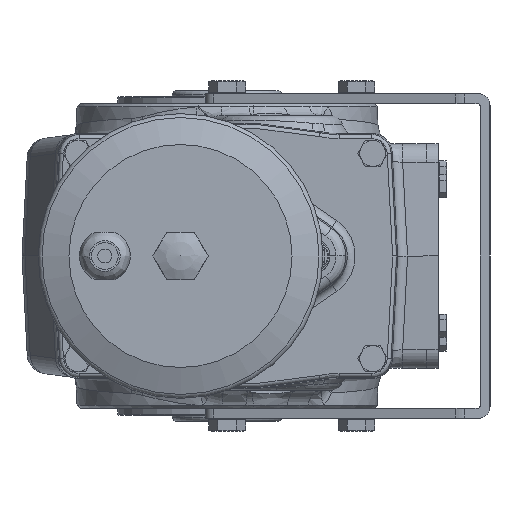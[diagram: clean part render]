
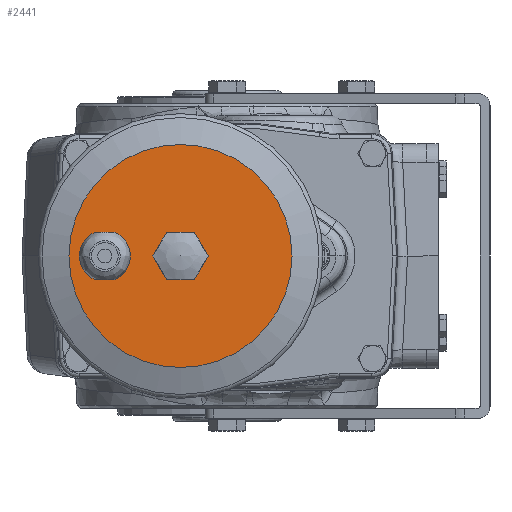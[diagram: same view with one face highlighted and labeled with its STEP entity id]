
A CAD part, left-side view. The second image highlights one B-rep face of the part: STEP entity #2441.
In plain terms, the highlighted planar face has unit normal (-1, 0, 0).
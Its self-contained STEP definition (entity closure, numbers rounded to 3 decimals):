
#2441 = ADVANCED_FACE( '', ( #5527, #5528, #5529 ), #5530, .T. );
#5527 = FACE_BOUND( '', #17235, .T. );
#5528 = FACE_OUTER_BOUND( '', #17236, .T. );
#5529 = FACE_BOUND( '', #17237, .T. );
#5530 = PLANE( '', #17238 );
#17235 = EDGE_LOOP( '', ( #26481, #26482, #26483, #26484 ) );
#17236 = EDGE_LOOP( '', ( #26485 ) );
#17237 = EDGE_LOOP( '', ( #26486, #26487, #26488, #26489, #26490, #26491 ) );
#17238 = AXIS2_PLACEMENT_3D( '', #26492, #26493, #26494 );
#26481 = ORIENTED_EDGE( '', *, *, #29925, .F. );
#26482 = ORIENTED_EDGE( '', *, *, #32109, .F. );
#26483 = ORIENTED_EDGE( '', *, *, #29641, .F. );
#26484 = ORIENTED_EDGE( '', *, *, #31452, .T. );
#26485 = ORIENTED_EDGE( '', *, *, #30005, .T. );
#26486 = ORIENTED_EDGE( '', *, *, #30515, .T. );
#26487 = ORIENTED_EDGE( '', *, *, #31128, .T. );
#26488 = ORIENTED_EDGE( '', *, *, #32032, .T. );
#26489 = ORIENTED_EDGE( '', *, *, #31313, .T. );
#26490 = ORIENTED_EDGE( '', *, *, #32110, .T. );
#26491 = ORIENTED_EDGE( '', *, *, #30002, .T. );
#26492 = CARTESIAN_POINT( '', ( -601.9, 79.4, 0. ) );
#26493 = DIRECTION( '', ( -1., 0., 0. ) );
#26494 = DIRECTION( '', ( 0., 1., 0. ) );
#29641 = EDGE_CURVE( '', #32897, #32900, #32901, .T. );
#29925 = EDGE_CURVE( '', #33388, #33389, #33390, .T. );
#30002 = EDGE_CURVE( '', #33518, #33522, #33524, .T. );
#30005 = EDGE_CURVE( '', #33528, #33528, #33529, .T. );
#30515 = EDGE_CURVE( '', #33522, #34376, #34378, .T. );
#31128 = EDGE_CURVE( '', #34376, #35324, #35326, .T. );
#31313 = EDGE_CURVE( '', #35575, #35577, #35579, .T. );
#31452 = EDGE_CURVE( '', #32897, #33389, #35769, .T. );
#32032 = EDGE_CURVE( '', #35324, #35575, #36551, .T. );
#32109 = EDGE_CURVE( '', #32900, #33388, #36641, .T. );
#32110 = EDGE_CURVE( '', #35577, #33518, #36642, .T. );
#32897 = VERTEX_POINT( '', #37627 );
#32900 = VERTEX_POINT( '', #37631 );
#32901 = CIRCLE( '', #37632, 12.8 );
#33388 = VERTEX_POINT( '', #38682 );
#33389 = VERTEX_POINT( '', #38683 );
#33390 = CIRCLE( '', #38684, 12.8 );
#33518 = VERTEX_POINT( '', #39001 );
#33522 = VERTEX_POINT( '', #39006 );
#33524 = LINE( '', #39009, #39010 );
#33528 = VERTEX_POINT( '', #39014 );
#33529 = CIRCLE( '', #39015, 56. );
#34376 = VERTEX_POINT( '', #40757 );
#34378 = LINE( '', #40760, #40761 );
#35324 = VERTEX_POINT( '', #42524 );
#35326 = LINE( '', #42527, #42528 );
#35575 = VERTEX_POINT( '', #43111 );
#35577 = VERTEX_POINT( '', #43114 );
#35579 = LINE( '', #43117, #43118 );
#35769 = LINE( '', #43411, #43412 );
#36551 = LINE( '', #45113, #45114 );
#36641 = LINE( '', #45254, #45255 );
#36642 = LINE( '', #45256, #45257 );
#37627 = CARTESIAN_POINT( '', ( -601.9, 65.854, 12. ) );
#37631 = CARTESIAN_POINT( '', ( -601.9, 65.854, -12. ) );
#37632 = AXIS2_PLACEMENT_3D( '', #47008, #47009, #47010 );
#38682 = CARTESIAN_POINT( '', ( -601.9, 56.946, -12. ) );
#38683 = CARTESIAN_POINT( '', ( -601.9, 56.946, 12. ) );
#38684 = AXIS2_PLACEMENT_3D( '', #47363, #47364, #47365 );
#39001 = CARTESIAN_POINT( '', ( -601.9, 30.328, 12. ) );
#39006 = CARTESIAN_POINT( '', ( -601.9, 16.472, 12. ) );
#39009 = CARTESIAN_POINT( '', ( -601.9, 30.328, 12. ) );
#39010 = VECTOR( '', #47463, 1000. );
#39014 = CARTESIAN_POINT( '', ( -601.9, 79.4, 0. ) );
#39015 = AXIS2_PLACEMENT_3D( '', #47467, #47468, #47469 );
#40757 = CARTESIAN_POINT( '', ( -601.9, 9.544, 0. ) );
#40760 = CARTESIAN_POINT( '', ( -601.9, 16.472, 12. ) );
#40761 = VECTOR( '', #48160, 1000. );
#42524 = CARTESIAN_POINT( '', ( -601.9, 16.472, -12. ) );
#42527 = CARTESIAN_POINT( '', ( -601.9, 9.544, 0. ) );
#42528 = VECTOR( '', #48957, 1000. );
#43111 = CARTESIAN_POINT( '', ( -601.9, 30.328, -12. ) );
#43114 = CARTESIAN_POINT( '', ( -601.9, 37.256, 0. ) );
#43117 = CARTESIAN_POINT( '', ( -601.9, 30.328, -12. ) );
#43118 = VECTOR( '', #49137, 1000. );
#43411 = CARTESIAN_POINT( '', ( -601.9, 65.854, 12. ) );
#43412 = VECTOR( '', #49291, 1000. );
#45113 = CARTESIAN_POINT( '', ( -601.9, 16.472, -12. ) );
#45114 = VECTOR( '', #49917, 1000. );
#45254 = CARTESIAN_POINT( '', ( -601.9, 65.854, -12. ) );
#45255 = VECTOR( '', #49977, 1000. );
#45256 = CARTESIAN_POINT( '', ( -601.9, 37.256, 0. ) );
#45257 = VECTOR( '', #49978, 1000. );
#47008 = CARTESIAN_POINT( '', ( -601.9, 61.4, 0. ) );
#47009 = DIRECTION( '', ( -1., 0., 0. ) );
#47010 = DIRECTION( '', ( 0., 1., 0. ) );
#47363 = CARTESIAN_POINT( '', ( -601.9, 61.4, 0. ) );
#47364 = DIRECTION( '', ( -1., 0., 0. ) );
#47365 = DIRECTION( '', ( 0., 1., 0. ) );
#47463 = DIRECTION( '', ( 0., -1., 0. ) );
#47467 = CARTESIAN_POINT( '', ( -601.9, 23.4, 0. ) );
#47468 = DIRECTION( '', ( -1., 0., 0. ) );
#47469 = DIRECTION( '', ( 0., 1., 0. ) );
#48160 = DIRECTION( '', ( 0., -0.5, -0.866 ) );
#48957 = DIRECTION( '', ( 0., 0.5, -0.866 ) );
#49137 = DIRECTION( '', ( 0., 0.5, 0.866 ) );
#49291 = DIRECTION( '', ( 0., -1., 0. ) );
#49917 = DIRECTION( '', ( 0., 1., 0. ) );
#49977 = DIRECTION( '', ( 0., -1., 0. ) );
#49978 = DIRECTION( '', ( 0., -0.5, 0.866 ) );
